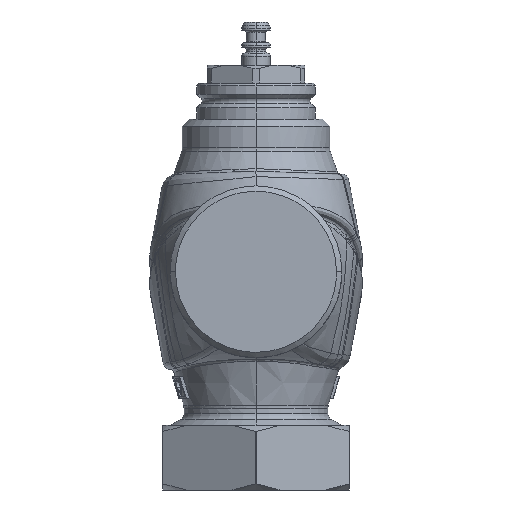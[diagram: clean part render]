
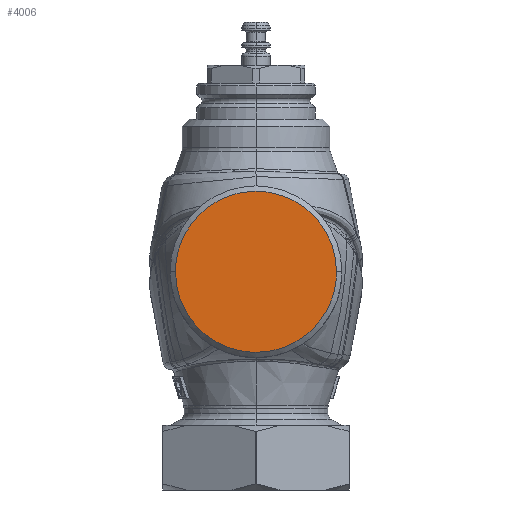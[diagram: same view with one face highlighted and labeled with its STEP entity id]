
A CAD part, left-side view. The second image highlights one B-rep face of the part: STEP entity #4006.
In plain terms, the highlighted planar face has unit normal (-1, 0, 0).
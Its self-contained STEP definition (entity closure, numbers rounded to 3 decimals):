
#3919=CARTESIAN_POINT('Axis2P3D Location',(-52.5,0.,0.)) ;
#3925=CARTESIAN_POINT('Control Point',(-52.5,0.,22.401)) ;
#3926=CARTESIAN_POINT('Control Point',(-52.5,1.31,22.401)) ;
#3927=CARTESIAN_POINT('Control Point',(-52.5,2.619,22.306)) ;
#3928=CARTESIAN_POINT('Control Point',(-52.5,3.92,22.114)) ;
#3929=CARTESIAN_POINT('Control Point',(-52.5,7.244,21.373)) ;
#3930=CARTESIAN_POINT('Control Point',(-52.5,10.382,20.016)) ;
#3931=CARTESIAN_POINT('Control Point',(-52.5,12.204,18.96)) ;
#3932=CARTESIAN_POINT('Control Point',(-52.5,15.569,16.443)) ;
#3933=CARTESIAN_POINT('Control Point',(-52.5,18.266,13.221)) ;
#3934=CARTESIAN_POINT('Control Point',(-52.5,19.419,11.459)) ;
#3935=CARTESIAN_POINT('Control Point',(-52.5,21.056,8.179)) ;
#3936=CARTESIAN_POINT('Control Point',(-52.5,21.997,4.647)) ;
#3937=CARTESIAN_POINT('Control Point',(-52.5,22.267,3.109)) ;
#3938=CARTESIAN_POINT('Control Point',(-52.5,22.401,1.554)) ;
#3939=CARTESIAN_POINT('Control Point',(-52.5,22.401,0.)) ;
#3940=CARTESIAN_POINT('Vertex',(-52.5,0.,22.401)) ;
#3942=CARTESIAN_POINT('Vertex',(-52.5,22.401,0.)) ;
#3946=CARTESIAN_POINT('Control Point',(-52.5,22.401,0.)) ;
#3947=CARTESIAN_POINT('Control Point',(-52.5,22.401,-2.087)) ;
#3948=CARTESIAN_POINT('Control Point',(-52.5,22.159,-4.174)) ;
#3949=CARTESIAN_POINT('Control Point',(-52.5,21.672,-6.223)) ;
#3950=CARTESIAN_POINT('Control Point',(-52.5,20.232,-10.17)) ;
#3951=CARTESIAN_POINT('Control Point',(-52.5,17.924,-13.681)) ;
#3952=CARTESIAN_POINT('Control Point',(-52.5,16.569,-15.293)) ;
#3953=CARTESIAN_POINT('Control Point',(-52.5,13.509,-18.173)) ;
#3954=CARTESIAN_POINT('Control Point',(-52.5,9.87,-20.273)) ;
#3955=CARTESIAN_POINT('Control Point',(-52.5,7.935,-21.106)) ;
#3956=CARTESIAN_POINT('Control Point',(-52.5,5.172,-21.928)) ;
#3957=CARTESIAN_POINT('Control Point',(-52.5,2.33,-22.3)) ;
#3958=CARTESIAN_POINT('Control Point',(-52.5,1.554,-22.368)) ;
#3959=CARTESIAN_POINT('Control Point',(-52.5,0.777,-22.401)) ;
#3960=CARTESIAN_POINT('Control Point',(-52.5,0.,-22.401)) ;
#3961=CARTESIAN_POINT('Vertex',(-52.5,0.,-22.401)) ;
#3965=CARTESIAN_POINT('Control Point',(-52.5,0.,-22.401)) ;
#3966=CARTESIAN_POINT('Control Point',(-52.5,-1.31,-22.401)) ;
#3967=CARTESIAN_POINT('Control Point',(-52.5,-2.619,-22.306)) ;
#3968=CARTESIAN_POINT('Control Point',(-52.5,-3.92,-22.114)) ;
#3969=CARTESIAN_POINT('Control Point',(-52.5,-7.244,-21.373)) ;
#3970=CARTESIAN_POINT('Control Point',(-52.5,-10.382,-20.016)) ;
#3971=CARTESIAN_POINT('Control Point',(-52.5,-12.204,-18.96)) ;
#3972=CARTESIAN_POINT('Control Point',(-52.5,-15.569,-16.443)) ;
#3973=CARTESIAN_POINT('Control Point',(-52.5,-18.266,-13.221)) ;
#3974=CARTESIAN_POINT('Control Point',(-52.5,-19.419,-11.459)) ;
#3975=CARTESIAN_POINT('Control Point',(-52.5,-21.056,-8.179)) ;
#3976=CARTESIAN_POINT('Control Point',(-52.5,-21.997,-4.647)) ;
#3977=CARTESIAN_POINT('Control Point',(-52.5,-22.267,-3.109)) ;
#3978=CARTESIAN_POINT('Control Point',(-52.5,-22.401,-1.554)) ;
#3979=CARTESIAN_POINT('Control Point',(-52.5,-22.401,0.)) ;
#3980=CARTESIAN_POINT('Vertex',(-52.5,-22.401,0.)) ;
#3984=CARTESIAN_POINT('Control Point',(-52.5,-22.401,0.)) ;
#3985=CARTESIAN_POINT('Control Point',(-52.5,-22.401,2.087)) ;
#3986=CARTESIAN_POINT('Control Point',(-52.5,-22.159,4.174)) ;
#3987=CARTESIAN_POINT('Control Point',(-52.5,-21.672,6.223)) ;
#3988=CARTESIAN_POINT('Control Point',(-52.5,-20.232,10.17)) ;
#3989=CARTESIAN_POINT('Control Point',(-52.5,-17.924,13.681)) ;
#3990=CARTESIAN_POINT('Control Point',(-52.5,-16.569,15.293)) ;
#3991=CARTESIAN_POINT('Control Point',(-52.5,-13.509,18.173)) ;
#3992=CARTESIAN_POINT('Control Point',(-52.5,-9.87,20.273)) ;
#3993=CARTESIAN_POINT('Control Point',(-52.5,-7.935,21.106)) ;
#3994=CARTESIAN_POINT('Control Point',(-52.5,-5.172,21.928)) ;
#3995=CARTESIAN_POINT('Control Point',(-52.5,-2.33,22.3)) ;
#3996=CARTESIAN_POINT('Control Point',(-52.5,-1.554,22.368)) ;
#3997=CARTESIAN_POINT('Control Point',(-52.5,-0.777,22.401)) ;
#3998=CARTESIAN_POINT('Control Point',(-52.5,0.,22.401)) ;
#3920=DIRECTION('Axis2P3D Direction',(1.,0.,0.)) ;
#3921=DIRECTION('Axis2P3D XDirection',(0.,1.,0.)) ;
#3922=AXIS2_PLACEMENT_3D('Plane Axis2P3D',#3919,#3920,#3921) ;
#3923=PLANE('',#3922) ;
#3944=EDGE_CURVE('',#3941,#3943,#3924,.T.) ;
#3963=EDGE_CURVE('',#3943,#3962,#3945,.T.) ;
#3982=EDGE_CURVE('',#3962,#3981,#3964,.T.) ;
#3999=EDGE_CURVE('',#3981,#3941,#3983,.T.) ;
#4001=ORIENTED_EDGE('',*,*,#3944,.T.) ;
#4002=ORIENTED_EDGE('',*,*,#3963,.T.) ;
#4003=ORIENTED_EDGE('',*,*,#3982,.T.) ;
#4004=ORIENTED_EDGE('',*,*,#3999,.T.) ;
#4000=EDGE_LOOP('',(#4001,#4002,#4003,#4004)) ;
#3941=VERTEX_POINT('',#3940) ;
#3943=VERTEX_POINT('',#3942) ;
#3962=VERTEX_POINT('',#3961) ;
#3981=VERTEX_POINT('',#3980) ;
#4006=ADVANCED_FACE('PartBody',(#4005),#3923,.F.) ;
#3924=B_SPLINE_CURVE_WITH_KNOTS('',5,(#3925,#3926,#3927,#3928,#3929,#3930,#3931,#3932,#3933,#3934,#3935,#3936,#3937,#3938,#3939),.UNSPECIFIED.,.F.,.U.,(6,3,3,3,6),(49.763,59.024,73.78,88.536,99.526),.UNSPECIFIED.) ;
#3945=B_SPLINE_CURVE_WITH_KNOTS('',5,(#3946,#3947,#3948,#3949,#3950,#3951,#3952,#3953,#3954,#3955,#3956,#3957,#3958,#3959,#3960),.UNSPECIFIED.,.F.,.U.,(6,3,3,3,6),(0.,14.756,29.512,44.268,49.763),.UNSPECIFIED.) ;
#3964=B_SPLINE_CURVE_WITH_KNOTS('',5,(#3965,#3966,#3967,#3968,#3969,#3970,#3971,#3972,#3973,#3974,#3975,#3976,#3977,#3978,#3979),.UNSPECIFIED.,.F.,.U.,(6,3,3,3,6),(49.763,59.024,73.78,88.536,99.526),.UNSPECIFIED.) ;
#3983=B_SPLINE_CURVE_WITH_KNOTS('',5,(#3984,#3985,#3986,#3987,#3988,#3989,#3990,#3991,#3992,#3993,#3994,#3995,#3996,#3997,#3998),.UNSPECIFIED.,.F.,.U.,(6,3,3,3,6),(0.,14.756,29.512,44.268,49.763),.UNSPECIFIED.) ;
#4005=FACE_OUTER_BOUND('',#4000,.T.) ;
